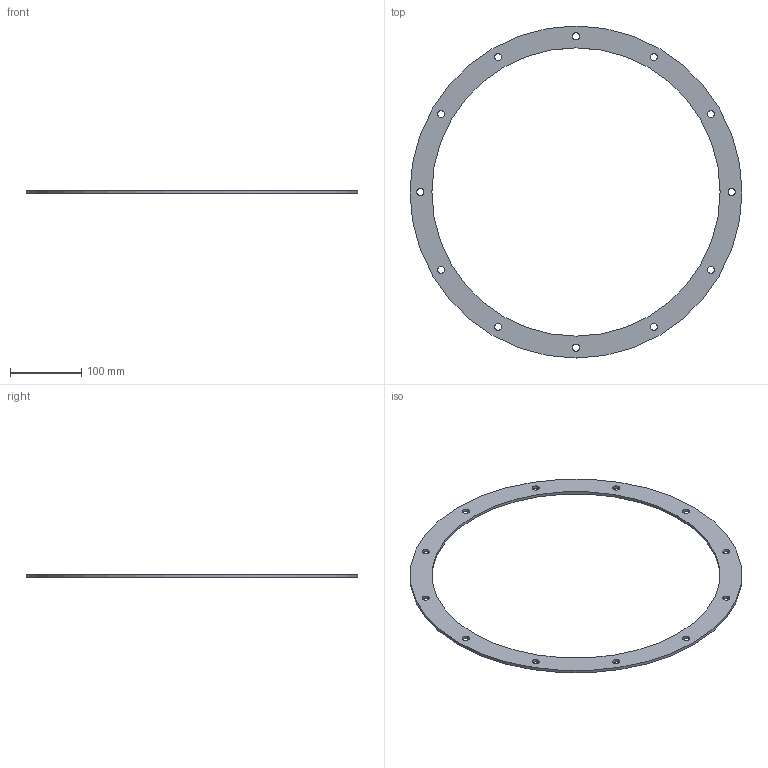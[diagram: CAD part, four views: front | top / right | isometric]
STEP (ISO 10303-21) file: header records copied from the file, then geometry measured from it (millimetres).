
FILE_DESCRIPTION(/* description */ ('Fläns (Spiro) Muff'),/* implementation_level */ '2;1');
FILE_NAME(/* name */ 'HFSMH-400.stp',/* time_stamp */ '2016-02-10T10:19:15+01:00',/* author */ ('John'),/* organization */ (''),/* preprocessor_version */ 'ST-DEVELOPER v15.6',/* originating_system */ 'Autodesk Inventor 2015',/* authorisation */ '');
FILE_SCHEMA (('AUTOMOTIVE_DESIGN { 1 0 10303 214 3 1 1 }'));
Length unit declared in the file: millimetre
Products named in the file (1): HFSMH-400
Bounding box: 467 x 467 x 4 mm (x, y, z)
Volume: 164804 mm3; surface area: 94874.1 mm2
Topology: 1 solids, 1 shells, 16 faces, 42 edges, 28 vertices
Faces by surface type: cylinder 14, plane 2
Full cylindrical faces by diameter (mm): 10 x12, 405.5 x1, 467 x1
Entity records: 520 total; most frequent: DIRECTION 90, CARTESIAN_POINT 73, EDGE_LOOP 56, ORIENTED_EDGE 56, AXIS2_PLACEMENT_3D 45, FACE_BOUND 40, CIRCLE 28, VERTEX_POINT 28
